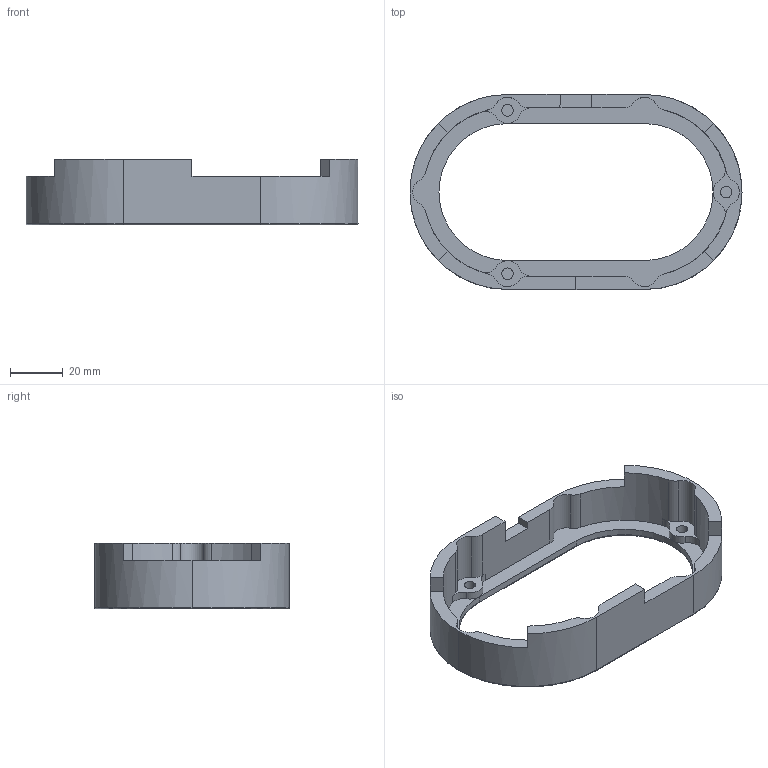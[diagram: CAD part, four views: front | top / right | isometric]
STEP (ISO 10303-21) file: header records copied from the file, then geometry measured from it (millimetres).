
FILE_DESCRIPTION (( 'STEP AP214' ), '1' );
FILE_NAME ('BoxFront.STEP', '2022-10-29T07:25:43', ( '' ), ( '' ), 'SwSTEP 2.0', 'SolidWorks 2022', '' );
FILE_SCHEMA (( 'AUTOMOTIVE_DESIGN' ));
Length unit declared in the file: millimetre
Products named in the file (1): BoxFront
Bounding box: 126 x 74 x 25 mm (x, y, z)
Volume: 36582.8 mm3; surface area: 20976 mm2
Topology: 1 solids, 1 shells, 86 faces, 232 edges, 150 vertices
Faces by surface type: cylinder 50, plane 30, torus 6
Entity records: 2787 total; most frequent: DIRECTION 531, CARTESIAN_POINT 469, ORIENTED_EDGE 464, EDGE_CURVE 232, AXIS2_PLACEMENT_3D 212, VERTEX_POINT 150, CIRCLE 125, VECTOR 107
